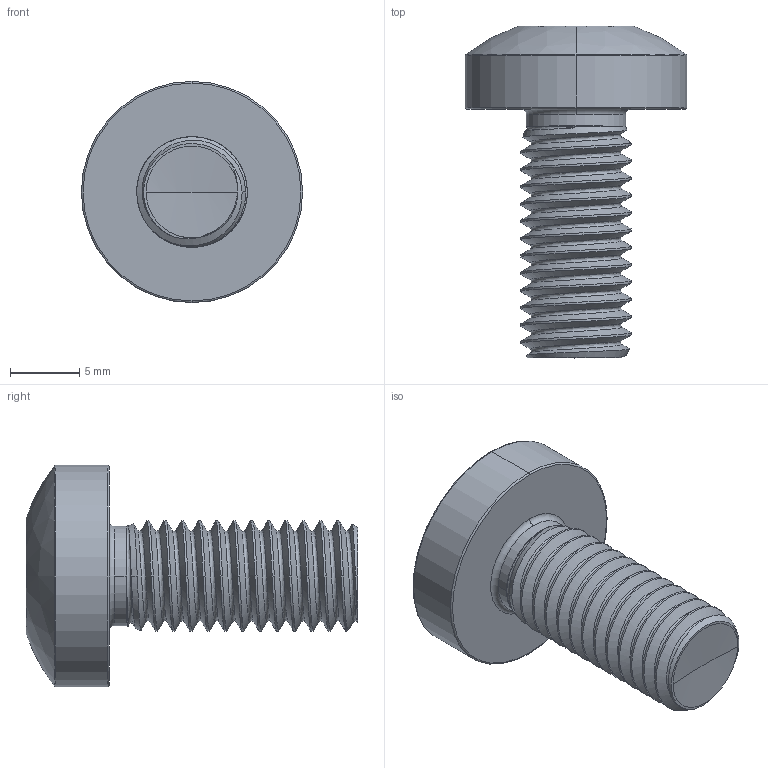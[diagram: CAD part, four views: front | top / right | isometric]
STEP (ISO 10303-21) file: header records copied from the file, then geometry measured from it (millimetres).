
FILE_DESCRIPTION (( 'STEP AP203' ), '1' );
FILE_NAME ('STM390800180.STEP', '2020-12-23T19:23:16', ( '' ), ( '' ), 'SwSTEP 2.0', 'SolidWorks 2015', '' );
FILE_SCHEMA (( 'CONFIG_CONTROL_DESIGN' ));
Length unit declared in the file: millimetre
Products named in the file (2): STM390800180
Bounding box: 16 x 24 x 16 mm (x, y, z)
Volume: 1647.9 mm3; surface area: 1355.6 mm2
Topology: 1 solids, 1 shells, 98 faces, 254 edges, 158 vertices
Faces by surface type: cylinder 48, bspline 18, torus 13, cone 12, sphere 4, plane 3
Entity records: 27952 total; most frequent: CARTESIAN_POINT 25725, ORIENTED_EDGE 504, DIRECTION 349, EDGE_CURVE 252, VERTEX_POINT 158, AXIS2_PLACEMENT_3D 146, B_SPLINE_CURVE_WITH_KNOTS 104, EDGE_LOOP 100
